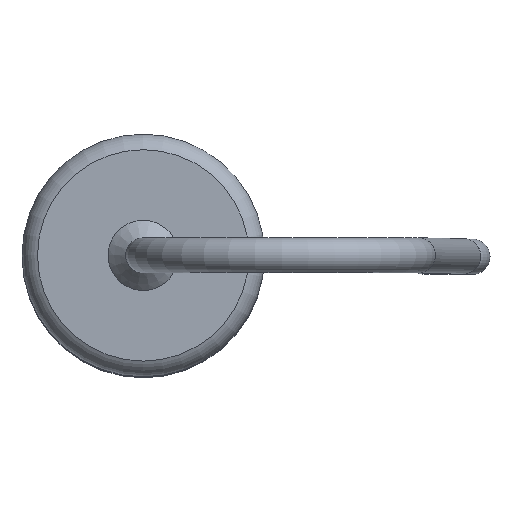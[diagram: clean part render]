
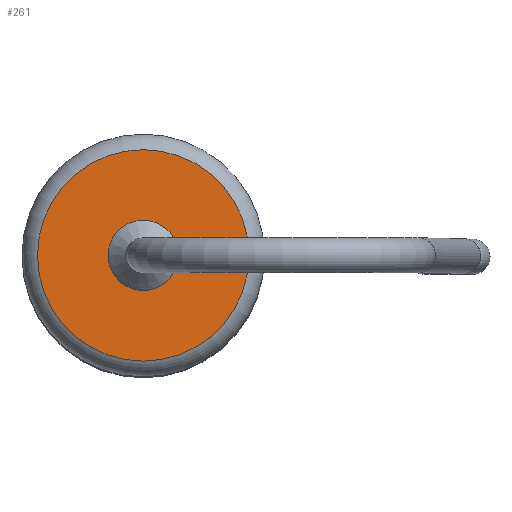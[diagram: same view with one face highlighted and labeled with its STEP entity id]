
A CAD part, top view. The second image highlights one B-rep face of the part: STEP entity #261.
In plain terms, the highlighted planar face has unit normal (0, 0, 1).
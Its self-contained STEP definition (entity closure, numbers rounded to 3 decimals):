
#261=ADVANCED_FACE('',(#597,#599),#601,.T.);
#597=FACE_BOUND('',#598,.T.);
#598=EDGE_LOOP('',(#803));
#599=FACE_BOUND('',#600,.T.);
#600=EDGE_LOOP('',(#804));
#601=PLANE('',#602);
#602=AXIS2_PLACEMENT_3D('',#603,#604,#605);
#603=CARTESIAN_POINT('',(0.,0.,16.2));
#604=DIRECTION('',(0.,0.,1.));
#605=DIRECTION('',(1.,0.,0.));
#803=ORIENTED_EDGE('',*,*,#853,.T.);
#804=ORIENTED_EDGE('',*,*,#854,.F.);
#853=EDGE_CURVE('',#901,#901,#902,.T.);
#854=EDGE_CURVE('',#903,#903,#904,.T.);
#901=VERTEX_POINT('',#1012);
#902=CIRCLE('',#1013,2.447);
#903=VERTEX_POINT('',#1017);
#904=CIRCLE('',#1018,0.813);
#1012=CARTESIAN_POINT('',(2.447,0.,16.2));
#1013=AXIS2_PLACEMENT_3D('',#1014,#1015,#1016);
#1014=CARTESIAN_POINT('',(0.,0.,16.2));
#1015=DIRECTION('',(0.,0.,1.));
#1016=DIRECTION('',(1.,0.,0.));
#1017=CARTESIAN_POINT('',(0.813,0.,16.2));
#1018=AXIS2_PLACEMENT_3D('',#1019,#1020,#1021);
#1019=CARTESIAN_POINT('',(0.,0.,16.2));
#1020=DIRECTION('',(0.,0.,1.));
#1021=DIRECTION('',(1.,0.,0.));
